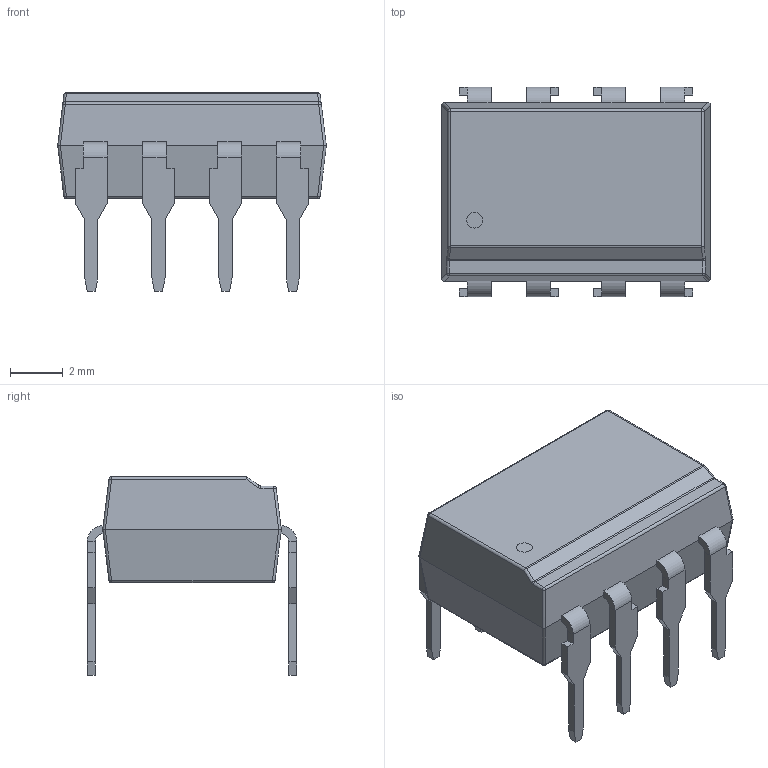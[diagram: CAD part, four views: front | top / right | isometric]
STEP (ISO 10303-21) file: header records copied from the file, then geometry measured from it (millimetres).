
FILE_DESCRIPTION(('STEP AP214'), '1');
FILE_NAME('DIP8-OC-BLK', '2016-02-24T00:25:37', ('Nobody'), (''), 'ASCON STEP Converter 1.3', 'ASCON Math Kernel', '');
FILE_SCHEMA(('AUTOMOTIVE_DESIGN { 1 0 10303 214 3 1 1}'));
Length unit declared in the file: millimetre
Bounding box: 10.16 x 7.92 x 7.5 mm (x, y, z)
Volume: 266.2 mm3; surface area: 355.1 mm2
Topology: 9 solids, 9 shells, 221 faces, 515 edges, 305 vertices
Faces by surface type: plane 173, cylinder 38, bspline 10
Entity records: 8082 total; most frequent: CARTESIAN_POINT 1234, ORIENTED_EDGE 1014, DIRECTION 978, EDGE_CURVE 507, LINE 432, VECTOR 432, VERTEX_POINT 305, AXIS2_PLACEMENT_3D 273
